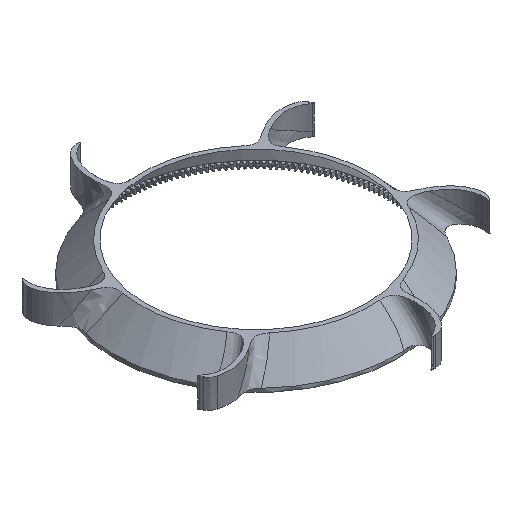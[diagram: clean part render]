
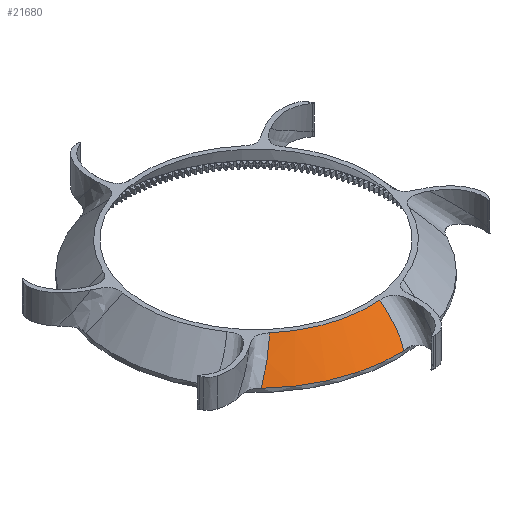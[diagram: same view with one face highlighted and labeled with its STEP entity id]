
A CAD part, isometric view. The second image highlights one B-rep face of the part: STEP entity #21680.
In plain terms, the highlighted conical face has half-angle 43 degrees and reference radius 80 mm.
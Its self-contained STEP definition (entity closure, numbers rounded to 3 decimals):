
#300 = CARTESIAN_POINT ( 'NONE',  ( 0., 0., 20. ) ) ;
#311 = DIRECTION ( 'NONE',  ( 0., 0., 1. ) ) ;
#628 = CARTESIAN_POINT ( 'NONE',  ( -51.597, -61.137, 20. ) ) ;
#805 = CARTESIAN_POINT ( 'NONE',  ( 6.964, -89.261, 9.778 ) ) ;
#971 = CARTESIAN_POINT ( 'NONE',  ( 6.378, -93.227, 5.582 ) ) ;
#1520 = CARTESIAN_POINT ( 'NONE',  ( -56.605, -65.11, 13.271 ) ) ;
#1692 = CARTESIAN_POINT ( 'NONE',  ( -59.196, -66.876, 10.015 ) ) ;
#3218 = CARTESIAN_POINT ( 'NONE',  ( 6.153, -94.061, 4.706 ) ) ;
#3387 = CARTESIAN_POINT ( 'NONE',  ( 6.738, -91.273, 7.644 ) ) ;
#3719 = CARTESIAN_POINT ( 'NONE',  ( 4.989, -97.221, 1.396 ) ) ;
#3897 = CARTESIAN_POINT ( 'NONE',  ( 5.486, -96.071, 2.598 ) ) ;
#3913 = VERTEX_POINT ( 'NONE', #628 ) ;
#4710 = AXIS2_PLACEMENT_3D ( 'NONE', #23717, #311, #10739 ) ;
#5699 = CONICAL_SURFACE ( 'NONE', #29668, 80., 0.75 ) ;
#6015 = EDGE_CURVE ( 'NONE', #3913, #27086, #17247, .T. ) ;
#6110 = CARTESIAN_POINT ( 'NONE',  ( 6.172, -93.991, 4.779 ) ) ;
#6278 = CARTESIAN_POINT ( 'NONE',  ( 6.96, -89.301, 9.736 ) ) ;
#6539 = CARTESIAN_POINT ( 'NONE',  ( -28.436, -94.693, 0. ) ) ;
#7838 = FACE_OUTER_BOUND ( 'NONE', #9598, .T. ) ;
#8509 = CARTESIAN_POINT ( 'NONE',  ( 6.937, -89.578, 9.442 ) ) ;
#8683 = CARTESIAN_POINT ( 'NONE',  ( 6.967, -89.22, 9.821 ) ) ;
#8846 = CARTESIAN_POINT ( 'NONE',  ( 6.126, -94.158, 4.604 ) ) ;
#9013 = CARTESIAN_POINT ( 'NONE',  ( 6.966, -89.235, 9.806 ) ) ;
#9092 = CARTESIAN_POINT ( 'NONE',  ( -63.138, -76.085, 0. ) ) ;
#9182 = CARTESIAN_POINT ( 'NONE',  ( 6.175, -93.977, 4.794 ) ) ;
#9270 = CARTESIAN_POINT ( 'NONE',  ( -40.782, -90.067, 0. ) ) ;
#9390 = CARTESIAN_POINT ( 'NONE',  ( -57.596, -65.805, 12.01 ) ) ;
#9598 = EDGE_LOOP ( 'NONE', ( #26561, #22219, #11793, #29769 ) ) ;
#9899 = CARTESIAN_POINT ( 'NONE',  ( 6.533, -79.733, 20. ) ) ;
#10739 = DIRECTION ( 'NONE',  ( 1., 0., 0. ) ) ;
#11235 = CARTESIAN_POINT ( 'NONE',  ( 6.071, -94.351, 4.401 ) ) ;
#11403 = CARTESIAN_POINT ( 'NONE',  ( 7.026, -82.962, 16.505 ) ) ;
#11563 = CARTESIAN_POINT ( 'NONE',  ( 4.189, -98.561, 0. ) ) ;
#11793 = ORIENTED_EDGE ( 'NONE', *, *, #27856, .T. ) ;
#12108 = CARTESIAN_POINT ( 'NONE',  ( -64.963, -70.297, 3.154 ) ) ;
#12249 = B_SPLINE_CURVE_WITH_KNOTS ( 'NONE', 3,
 ( #14498, #29698, #24930, #22369, #1520, #9390, #21871, #14330, #19800, #30198, #1692, #19288, #24592, #12108, #14163 ),
 .UNSPECIFIED., .F., .F.,
 ( 4, 2, 2, 1, 1, 1, 2, 2, 4 ),
 ( 0., 0.25, 0.375, 0.438, 0.469, 0.484, 0.492, 0.5, 1. ),
 .UNSPECIFIED. ) ;
#12593 = B_SPLINE_CURVE_WITH_KNOTS ( 'NONE', 3,
 ( #31883, #24377, #3719, #3897, #26781, #24213, #14290, #11235, #8846, #3218, #19246, #6110, #9182, #32048, #971, #27109, #3387, #32384, #24553, #13629, #8509, #13791, #6278, #805, #9013, #8683, #24716, #11403, #29655 ),
 .UNSPECIFIED., .F., .F.,
 ( 4, 2, 2, 1, 1, 1, 1, 1, 2, 2, 2, 2, 1, 1, 1, 1, 2, 2, 4 ),
 ( 0., 0.125, 0.187, 0.219, 0.234, 0.242, 0.246, 0.248, 0.249, 0.25, 0.375, 0.437, 0.469, 0.484, 0.492, 0.496, 0.498, 0.5, 1. ),
 .UNSPECIFIED. ) ;
#13401 = CARTESIAN_POINT ( 'NONE',  ( -67.918, -71.547, 0. ) ) ;
#13629 = CARTESIAN_POINT ( 'NONE',  ( 6.903, -89.944, 9.052 ) ) ;
#13791 = CARTESIAN_POINT ( 'NONE',  ( 6.953, -89.393, 9.637 ) ) ;
#14163 = CARTESIAN_POINT ( 'NONE',  ( -67.918, -71.547, 0. ) ) ;
#14290 = CARTESIAN_POINT ( 'NONE',  ( 5.959, -94.732, 4.002 ) ) ;
#14330 = CARTESIAN_POINT ( 'NONE',  ( -58.686, -66.543, 10.645 ) ) ;
#14369 = CARTESIAN_POINT ( 'NONE',  ( 4.189, -98.561, 0. ) ) ;
#14498 = CARTESIAN_POINT ( 'NONE',  ( -51.597, -61.137, 20. ) ) ;
#16008 = DIRECTION ( 'NONE',  ( 1., 0., 0. ) ) ;
#17247 = CIRCLE ( 'NONE', #4710, 80. ) ;
#17268 = CARTESIAN_POINT ( 'NONE',  ( -67.918, -71.547, 0. ) ) ;
#19246 = CARTESIAN_POINT ( 'NONE',  ( 6.166, -94.012, 4.757 ) ) ;
#19288 = CARTESIAN_POINT ( 'NONE',  ( -59.237, -66.903, 9.963 ) ) ;
#19497 = CARTESIAN_POINT ( 'NONE',  ( -46.723, -87.134, 0. ) ) ;
#19800 = CARTESIAN_POINT ( 'NONE',  ( -58.983, -66.738, 10.277 ) ) ;
#21680 = ADVANCED_FACE ( 'NONE', ( #7838 ), #5699, .T. ) ;
#21865 = VERTEX_POINT ( 'NONE', #11563 ) ;
#21871 = CARTESIAN_POINT ( 'NONE',  ( -58.096, -66.149, 11.38 ) ) ;
#22219 = ORIENTED_EDGE ( 'NONE', *, *, #28012, .T. ) ;
#22369 = CARTESIAN_POINT ( 'NONE',  ( -55.955, -64.636, 14.111 ) ) ;
#22407 = CARTESIAN_POINT ( 'NONE',  ( -57.9, -80.143, 0. ) ) ;
#22800 = EDGE_CURVE ( 'NONE', #21865, #27086, #12593, .T. ) ;
#23717 = CARTESIAN_POINT ( 'NONE',  ( 0., 0., 20. ) ) ;
#24213 = CARTESIAN_POINT ( 'NONE',  ( 5.856, -95.049, 3.669 ) ) ;
#24377 = CARTESIAN_POINT ( 'NONE',  ( 4.612, -97.924, 0.663 ) ) ;
#24553 = CARTESIAN_POINT ( 'NONE',  ( 6.869, -90.255, 8.723 ) ) ;
#24592 = CARTESIAN_POINT ( 'NONE',  ( -62.086, -68.748, 6.457 ) ) ;
#24716 = CARTESIAN_POINT ( 'NONE',  ( 7.21, -86.119, 13.117 ) ) ;
#24797 = CARTESIAN_POINT ( 'NONE',  ( -9.011, -98.459, 0. ) ) ;
#24930 = CARTESIAN_POINT ( 'NONE',  ( -54.036, -63.184, 16.634 ) ) ;
#26561 = ORIENTED_EDGE ( 'NONE', *, *, #6015, .F. ) ;
#26781 = CARTESIAN_POINT ( 'NONE',  ( 5.641, -95.672, 3.016 ) ) ;
#27086 = VERTEX_POINT ( 'NONE', #9899 ) ;
#27109 = CARTESIAN_POINT ( 'NONE',  ( 6.542, -92.462, 6.388 ) ) ;
#27190 = CARTESIAN_POINT ( 'NONE',  ( -22.031, -96.385, 0. ) ) ;
#27856 = EDGE_CURVE ( 'NONE', #31897, #21865, #31847, .T. ) ;
#28012 = EDGE_CURVE ( 'NONE', #3913, #31897, #12249, .T. ) ;
#29655 = CARTESIAN_POINT ( 'NONE',  ( 6.533, -79.733, 20. ) ) ;
#29668 = AXIS2_PLACEMENT_3D ( 'NONE', #300, #31054, #16008 ) ;
#29698 = CARTESIAN_POINT ( 'NONE',  ( -52.798, -62.178, 18.317 ) ) ;
#29769 = ORIENTED_EDGE ( 'NONE', *, *, #22800, .T. ) ;
#30198 = CARTESIAN_POINT ( 'NONE',  ( -59.11, -66.821, 10.12 ) ) ;
#31054 = DIRECTION ( 'NONE',  ( 0., 0., -1. ) ) ;
#31847 = B_SPLINE_CURVE_WITH_KNOTS ( 'NONE', 3,
 ( #17268, #9092, #22407, #19497, #9270, #6539, #27190, #24797, #32806, #14369 ),
 .UNSPECIFIED., .F., .F.,
 ( 4, 2, 2, 2, 4 ),
 ( 0., 0.25, 0.5, 0.75, 1. ),
 .UNSPECIFIED. ) ;
#31883 = CARTESIAN_POINT ( 'NONE',  ( 4.189, -98.561, 0. ) ) ;
#31897 = VERTEX_POINT ( 'NONE', #13401 ) ;
#32048 = CARTESIAN_POINT ( 'NONE',  ( 6.178, -93.969, 4.803 ) ) ;
#32384 = CARTESIAN_POINT ( 'NONE',  ( 6.795, -90.87, 8.071 ) ) ;
#32806 = CARTESIAN_POINT ( 'NONE',  ( -2.397, -98.841, 0. ) ) ;
